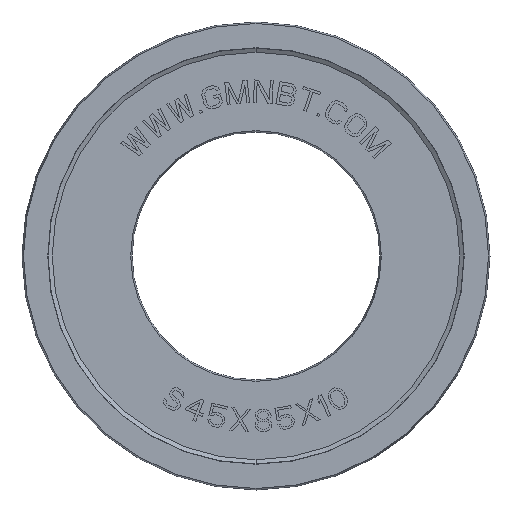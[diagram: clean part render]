
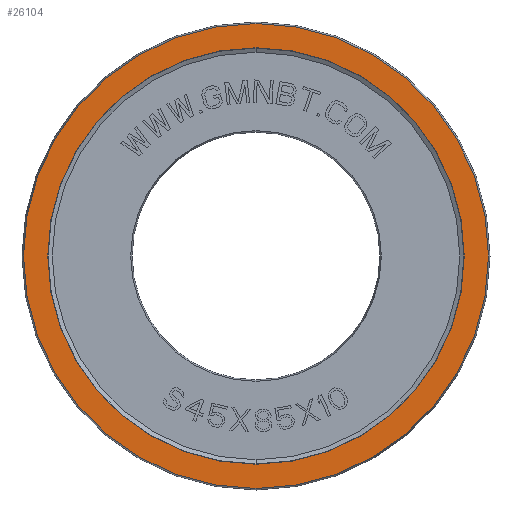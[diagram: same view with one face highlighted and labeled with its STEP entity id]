
A CAD part, front view. The second image highlights one B-rep face of the part: STEP entity #26104.
In plain terms, the highlighted planar face has unit normal (0, -1, 0).
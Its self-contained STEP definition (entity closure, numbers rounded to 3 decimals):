
#25377=CARTESIAN_POINT('',(0.,-5.,0.));
#25378=DIRECTION('',(0.,1.,0.));
#25379=DIRECTION('',(0.,0.,-1.));
#25380=AXIS2_PLACEMENT_3D('',#25377,#25378,#25379);
#25385=CARTESIAN_POINT('',(0.,-5.,0.));
#25386=DIRECTION('',(0.,-1.,0.));
#25387=DIRECTION('',(0.,0.,-1.));
#25388=AXIS2_PLACEMENT_3D('',#25385,#25386,#25387);
#25400=CARTESIAN_POINT('',(0.,-5.,0.));
#25401=DIRECTION('',(0.,-1.,0.));
#25402=DIRECTION('',(0.,0.,-1.));
#25403=AXIS2_PLACEMENT_3D('',#25400,#25401,#25402);
#25415=CARTESIAN_POINT('',(0.,-5.,0.));
#25416=DIRECTION('',(0.,1.,0.));
#25417=DIRECTION('',(0.,0.,-1.));
#25418=AXIS2_PLACEMENT_3D('',#25415,#25416,#25417);
#25781=CARTESIAN_POINT('',(0.,-5.,-37.816));
#25782=VERTEX_POINT('',#25781);
#25783=CARTESIAN_POINT('',(0.,-5.,-42.232));
#25785=VERTEX_POINT('',#25783);
#25825=CARTESIAN_POINT('',(0.,-5.,37.816));
#25826=VERTEX_POINT('',#25825);
#25827=CARTESIAN_POINT('',(0.,-5.,42.232));
#25829=VERTEX_POINT('',#25827);
#26089=CARTESIAN_POINT('',(0.,-5.,0.));
#26090=DIRECTION('',(0.,1.,0.));
#26091=DIRECTION('',(0.,0.,-1.));
#26092=AXIS2_PLACEMENT_3D('',#26089,#26090,#26091);
#26093=PLANE('',#26092);
#26095=ORIENTED_EDGE('',*,*,#26094,.F.);
#26097=ORIENTED_EDGE('',*,*,#26096,.T.);
#26098=EDGE_LOOP('',(#26095,#26097));
#26099=FACE_OUTER_BOUND('',#26098,.F.);
#26100=ORIENTED_EDGE('',*,*,#26082,.F.);
#26101=ORIENTED_EDGE('',*,*,#26071,.T.);
#26102=EDGE_LOOP('',(#26100,#26101));
#26103=FACE_BOUND('',#26102,.F.);
#25381=CIRCLE('',#25380,37.816);
#25389=CIRCLE('',#25388,37.816);
#25404=CIRCLE('',#25403,42.232);
#25419=CIRCLE('',#25418,42.232);
#26071=EDGE_CURVE('',#25782,#25826,#25389,.T.);
#26082=EDGE_CURVE('',#25782,#25826,#25381,.T.);
#26094=EDGE_CURVE('',#25785,#25829,#25404,.T.);
#26096=EDGE_CURVE('',#25785,#25829,#25419,.T.);
#26104=ADVANCED_FACE('',(#26099,#26103),#26093,.F.);
